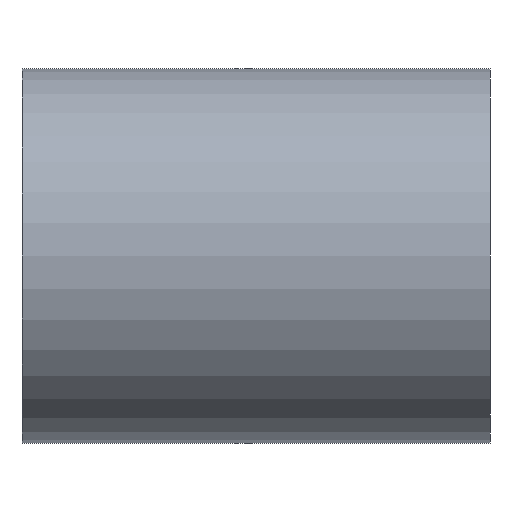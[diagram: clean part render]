
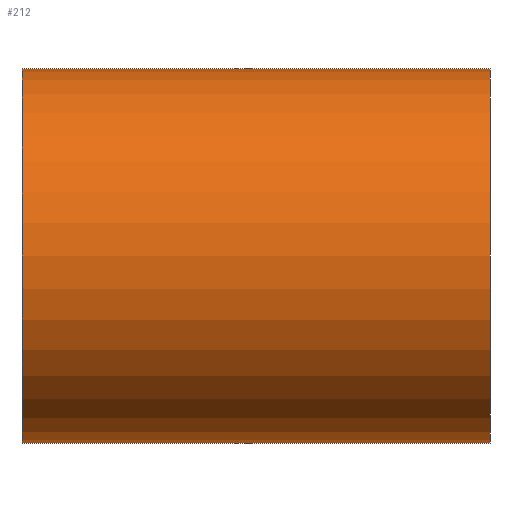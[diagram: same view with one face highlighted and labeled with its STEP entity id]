
A CAD part, left-side view. The second image highlights one B-rep face of the part: STEP entity #212.
In plain terms, the highlighted cylindrical face has radius 4 mm (diameter 8 mm), a partial arc.
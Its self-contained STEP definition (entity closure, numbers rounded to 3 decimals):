
#1 = ORIENTED_EDGE ( 'NONE', *, *, #86, .F. ) ;
#3 = ORIENTED_EDGE ( 'NONE', *, *, #111, .T. ) ;
#6 = DIRECTION ( 'NONE',  ( 0., 1., 0. ) ) ;
#9 = EDGE_CURVE ( 'NONE', #51, #174, #186, .T. ) ;
#12 = CARTESIAN_POINT ( 'NONE',  ( 0., 0., 4. ) ) ;
#17 = CARTESIAN_POINT ( 'NONE',  ( 0., 10., -4. ) ) ;
#18 = DIRECTION ( 'NONE',  ( 0., -1., 0. ) ) ;
#25 = LINE ( 'NONE', #132, #38 ) ;
#27 = VECTOR ( 'NONE', #18, 1000. ) ;
#29 = CARTESIAN_POINT ( 'NONE',  ( 0., 10., 0. ) ) ;
#33 = CARTESIAN_POINT ( 'NONE',  ( 0., 0., 0. ) ) ;
#38 = VECTOR ( 'NONE', #134, 1000. ) ;
#51 = VERTEX_POINT ( 'NONE', #17 ) ;
#62 = DIRECTION ( 'NONE',  ( 0., 0., -1. ) ) ;
#71 = ORIENTED_EDGE ( 'NONE', *, *, #9, .T. ) ;
#76 = CIRCLE ( 'NONE', #193, 4. ) ;
#84 = DIRECTION ( 'NONE',  ( 0., 0., 1. ) ) ;
#85 = CARTESIAN_POINT ( 'NONE',  ( 0., 10., -4. ) ) ;
#86 = EDGE_CURVE ( 'NONE', #51, #148, #206, .T. ) ;
#87 = CARTESIAN_POINT ( 'NONE',  ( 0., 0., -4. ) ) ;
#88 = CARTESIAN_POINT ( 'NONE',  ( 0., 10., 4. ) ) ;
#100 = CARTESIAN_POINT ( 'NONE',  ( 0., 10., 0. ) ) ;
#107 = DIRECTION ( 'NONE',  ( 0., -1., 0. ) ) ;
#111 = EDGE_CURVE ( 'NONE', #174, #184, #76, .T. ) ;
#118 = AXIS2_PLACEMENT_3D ( 'NONE', #100, #165, #84 ) ;
#128 = DIRECTION ( 'NONE',  ( 0., 0., 1. ) ) ;
#132 = CARTESIAN_POINT ( 'NONE',  ( 0., 10., 4. ) ) ;
#134 = DIRECTION ( 'NONE',  ( 0., -1., 0. ) ) ;
#142 = EDGE_CURVE ( 'NONE', #148, #184, #25, .T. ) ;
#148 = VERTEX_POINT ( 'NONE', #88 ) ;
#157 = FACE_OUTER_BOUND ( 'NONE', #163, .T. ) ;
#163 = EDGE_LOOP ( 'NONE', ( #177, #1, #71, #3 ) ) ;
#165 = DIRECTION ( 'NONE',  ( 0., 1., 0. ) ) ;
#171 = CYLINDRICAL_SURFACE ( 'NONE', #211, 4. ) ;
#174 = VERTEX_POINT ( 'NONE', #87 ) ;
#177 = ORIENTED_EDGE ( 'NONE', *, *, #142, .F. ) ;
#184 = VERTEX_POINT ( 'NONE', #12 ) ;
#186 = LINE ( 'NONE', #85, #27 ) ;
#193 = AXIS2_PLACEMENT_3D ( 'NONE', #33, #6, #128 ) ;
#206 = CIRCLE ( 'NONE', #118, 4. ) ;
#211 = AXIS2_PLACEMENT_3D ( 'NONE', #29, #107, #62 ) ;
#212 = ADVANCED_FACE ( 'NONE', ( #157 ), #171, .T. ) ;
